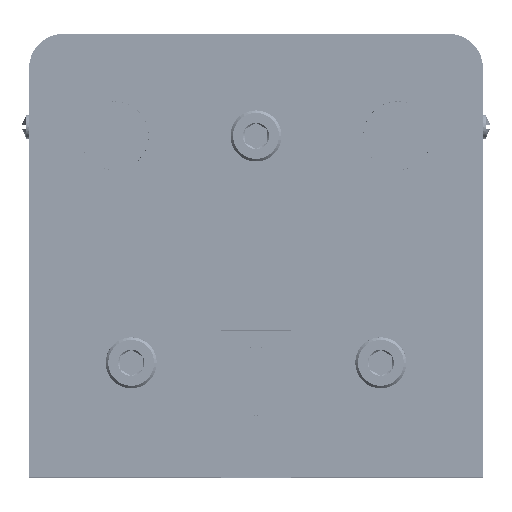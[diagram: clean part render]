
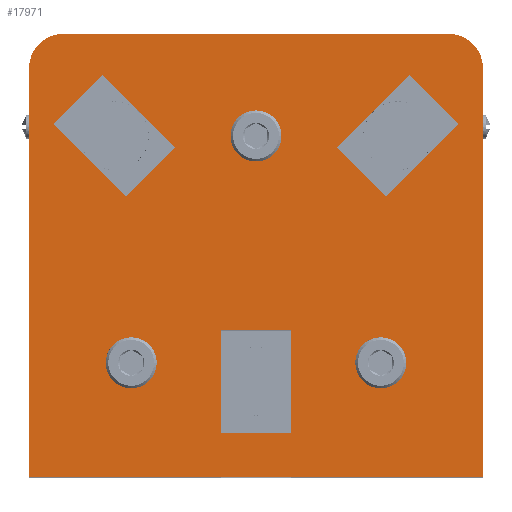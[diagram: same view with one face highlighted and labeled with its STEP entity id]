
A CAD part, top view. The second image highlights one B-rep face of the part: STEP entity #17971.
In plain terms, the highlighted face is planar.
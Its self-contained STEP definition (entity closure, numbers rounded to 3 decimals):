
#1008=FACE_BOUND('',#3434,.T.);
#1009=FACE_BOUND('',#3435,.T.);
#1010=FACE_BOUND('',#3436,.T.);
#1011=FACE_BOUND('',#3437,.T.);
#1012=FACE_BOUND('',#3438,.T.);
#1013=FACE_BOUND('',#3439,.T.);
#1557=PLANE('',#19565);
#2381=FACE_OUTER_BOUND('',#3433,.T.);
#3433=EDGE_LOOP('',(#15986,#15987,#15988,#15989,#15990,#15991));
#3434=EDGE_LOOP('',(#15992,#15993,#15994,#15995));
#3435=EDGE_LOOP('',(#15996,#15997,#15998,#15999));
#3436=EDGE_LOOP('',(#16000,#16001,#16002,#16003));
#3437=EDGE_LOOP('',(#16004));
#3438=EDGE_LOOP('',(#16005));
#3439=EDGE_LOOP('',(#16006));
#5108=LINE('',#28910,#6805);
#5114=LINE('',#28933,#6811);
#5116=LINE('',#28936,#6813);
#5138=LINE('',#29007,#6835);
#5141=LINE('',#29012,#6838);
#5143=LINE('',#29016,#6840);
#5145=LINE('',#29019,#6842);
#5146=LINE('',#29023,#6843);
#5149=LINE('',#29028,#6846);
#5151=LINE('',#29032,#6848);
#5153=LINE('',#29035,#6850);
#5154=LINE('',#29039,#6851);
#5157=LINE('',#29044,#6854);
#5159=LINE('',#29048,#6856);
#5161=LINE('',#29051,#6858);
#5168=LINE('',#29086,#6865);
#6805=VECTOR('',#23826,10.);
#6811=VECTOR('',#23848,10.);
#6813=VECTOR('',#23852,10.);
#6835=VECTOR('',#23922,10.);
#6838=VECTOR('',#23927,10.);
#6840=VECTOR('',#23931,10.);
#6842=VECTOR('',#23935,10.);
#6843=VECTOR('',#23938,10.);
#6846=VECTOR('',#23943,10.);
#6848=VECTOR('',#23947,10.);
#6850=VECTOR('',#23951,10.);
#6851=VECTOR('',#23954,10.);
#6854=VECTOR('',#23959,10.);
#6856=VECTOR('',#23963,10.);
#6858=VECTOR('',#23967,10.);
#6865=VECTOR('',#24012,10.);
#7477=CIRCLE('',#19499,3.);
#7483=CIRCLE('',#19508,3.);
#7495=CIRCLE('',#19547,2.25);
#7498=CIRCLE('',#19552,2.25);
#7501=CIRCLE('',#19557,2.25);
#8908=VERTEX_POINT('',#28897);
#8909=VERTEX_POINT('',#28898);
#8913=VERTEX_POINT('',#28908);
#8920=VERTEX_POINT('',#28926);
#8921=VERTEX_POINT('',#28930);
#8922=VERTEX_POINT('',#28932);
#8946=VERTEX_POINT('',#29005);
#8947=VERTEX_POINT('',#29006);
#8948=VERTEX_POINT('',#29011);
#8949=VERTEX_POINT('',#29015);
#8950=VERTEX_POINT('',#29021);
#8951=VERTEX_POINT('',#29022);
#8952=VERTEX_POINT('',#29027);
#8953=VERTEX_POINT('',#29031);
#8954=VERTEX_POINT('',#29037);
#8955=VERTEX_POINT('',#29038);
#8956=VERTEX_POINT('',#29043);
#8957=VERTEX_POINT('',#29047);
#8958=VERTEX_POINT('',#29053);
#8961=VERTEX_POINT('',#29062);
#8964=VERTEX_POINT('',#29071);
#11262=EDGE_CURVE('',#8908,#8909,#7477,.T.);
#11268=EDGE_CURVE('',#8908,#8913,#5108,.T.);
#11276=EDGE_CURVE('',#8920,#8913,#7483,.T.);
#11279=EDGE_CURVE('',#8922,#8921,#5114,.T.);
#11281=EDGE_CURVE('',#8920,#8922,#5116,.T.);
#11314=EDGE_CURVE('',#8946,#8947,#5138,.T.);
#11317=EDGE_CURVE('',#8948,#8946,#5141,.T.);
#11319=EDGE_CURVE('',#8949,#8948,#5143,.T.);
#11321=EDGE_CURVE('',#8947,#8949,#5145,.T.);
#11322=EDGE_CURVE('',#8950,#8951,#5146,.T.);
#11325=EDGE_CURVE('',#8952,#8950,#5149,.T.);
#11327=EDGE_CURVE('',#8953,#8952,#5151,.T.);
#11329=EDGE_CURVE('',#8951,#8953,#5153,.T.);
#11330=EDGE_CURVE('',#8954,#8955,#5154,.T.);
#11333=EDGE_CURVE('',#8956,#8954,#5157,.T.);
#11335=EDGE_CURVE('',#8957,#8956,#5159,.T.);
#11337=EDGE_CURVE('',#8955,#8957,#5161,.T.);
#11338=EDGE_CURVE('',#8958,#8958,#7495,.T.);
#11342=EDGE_CURVE('',#8961,#8961,#7498,.T.);
#11346=EDGE_CURVE('',#8964,#8964,#7501,.T.);
#11353=EDGE_CURVE('',#8921,#8909,#5168,.T.);
#15986=ORIENTED_EDGE('',*,*,#11262,.F.);
#15987=ORIENTED_EDGE('',*,*,#11268,.T.);
#15988=ORIENTED_EDGE('',*,*,#11276,.F.);
#15989=ORIENTED_EDGE('',*,*,#11281,.T.);
#15990=ORIENTED_EDGE('',*,*,#11279,.T.);
#15991=ORIENTED_EDGE('',*,*,#11353,.T.);
#15992=ORIENTED_EDGE('',*,*,#11314,.T.);
#15993=ORIENTED_EDGE('',*,*,#11321,.T.);
#15994=ORIENTED_EDGE('',*,*,#11319,.T.);
#15995=ORIENTED_EDGE('',*,*,#11317,.T.);
#15996=ORIENTED_EDGE('',*,*,#11322,.T.);
#15997=ORIENTED_EDGE('',*,*,#11329,.T.);
#15998=ORIENTED_EDGE('',*,*,#11327,.T.);
#15999=ORIENTED_EDGE('',*,*,#11325,.T.);
#16000=ORIENTED_EDGE('',*,*,#11330,.T.);
#16001=ORIENTED_EDGE('',*,*,#11337,.T.);
#16002=ORIENTED_EDGE('',*,*,#11335,.T.);
#16003=ORIENTED_EDGE('',*,*,#11333,.T.);
#16004=ORIENTED_EDGE('',*,*,#11338,.T.);
#16005=ORIENTED_EDGE('',*,*,#11342,.T.);
#16006=ORIENTED_EDGE('',*,*,#11346,.T.);
#17971=ADVANCED_FACE('',(#2381,#1008,#1009,#1010,#1011,#1012,#1013),#1557,
 .T.);
#19499=AXIS2_PLACEMENT_3D('',#28899,#23816,#23817);
#19508=AXIS2_PLACEMENT_3D('',#28927,#23842,#23843);
#19547=AXIS2_PLACEMENT_3D('',#29054,#23970,#23971);
#19552=AXIS2_PLACEMENT_3D('',#29063,#23981,#23982);
#19557=AXIS2_PLACEMENT_3D('',#29072,#23992,#23993);
#19565=AXIS2_PLACEMENT_3D('',#29087,#24013,#24014);
#23816=DIRECTION('center_axis',(0.,-1.,0.));
#23817=DIRECTION('ref_axis',(-0.707,0.,0.707));
#23826=DIRECTION('',(1.,0.,0.));
#23842=DIRECTION('center_axis',(0.,-1.,0.));
#23843=DIRECTION('ref_axis',(0.707,0.,0.707));
#23848=DIRECTION('',(-1.,0.,0.));
#23852=DIRECTION('',(0.,0.,-1.));
#23922=DIRECTION('',(0.707,0.,-0.707));
#23927=DIRECTION('',(-0.707,0.,-0.707));
#23931=DIRECTION('',(-0.707,0.,0.707));
#23935=DIRECTION('',(0.707,0.,0.707));
#23938=DIRECTION('',(1.,0.,0.));
#23943=DIRECTION('',(0.,0.,-1.));
#23947=DIRECTION('',(-1.,0.,0.));
#23951=DIRECTION('',(0.,0.,1.));
#23954=DIRECTION('',(-0.707,0.,-0.707));
#23959=DIRECTION('',(-0.707,0.,0.707));
#23963=DIRECTION('',(0.707,0.,0.707));
#23967=DIRECTION('',(0.707,0.,-0.707));
#23970=DIRECTION('center_axis',(0.,-1.,0.));
#23971=DIRECTION('ref_axis',(-1.,0.,0.));
#23981=DIRECTION('center_axis',(0.,-1.,0.));
#23982=DIRECTION('ref_axis',(-1.,0.,0.));
#23992=DIRECTION('center_axis',(0.,-1.,0.));
#23993=DIRECTION('ref_axis',(-1.,0.,0.));
#24012=DIRECTION('',(0.,0.,1.));
#24013=DIRECTION('center_axis',(0.,1.,0.));
#24014=DIRECTION('ref_axis',(0.,0.,1.));
#28897=CARTESIAN_POINT('',(3.,4.1,0.));
#28898=CARTESIAN_POINT('',(0.,4.1,-3.));
#28899=CARTESIAN_POINT('Origin',(3.,4.1,-3.));
#28908=CARTESIAN_POINT('',(37.,4.1,0.));
#28910=CARTESIAN_POINT('',(0.,4.1,0.));
#28926=CARTESIAN_POINT('',(40.,4.1,-3.));
#28927=CARTESIAN_POINT('Origin',(37.,4.1,-3.));
#28930=CARTESIAN_POINT('',(0.,4.1,-39.1));
#28932=CARTESIAN_POINT('',(40.,4.1,-39.1));
#28933=CARTESIAN_POINT('',(40.,4.1,-39.1));
#28936=CARTESIAN_POINT('',(40.,4.1,0.));
#29005=CARTESIAN_POINT('',(2.161,4.1,-7.975));
#29006=CARTESIAN_POINT('',(8.525,4.1,-14.339));
#29007=CARTESIAN_POINT('',(9.515,4.1,-15.328));
#29011=CARTESIAN_POINT('',(6.475,4.1,-3.661));
#29012=CARTESIAN_POINT('',(5.884,4.1,-4.252));
#29015=CARTESIAN_POINT('',(12.839,4.1,-10.025));
#29016=CARTESIAN_POINT('',(17.01,4.1,-14.197));
#29019=CARTESIAN_POINT('',(10.091,4.1,-12.773));
#29021=CARTESIAN_POINT('',(16.95,4.1,-35.151));
#29022=CARTESIAN_POINT('',(23.05,4.1,-35.151));
#29023=CARTESIAN_POINT('',(18.475,4.1,-35.151));
#29027=CARTESIAN_POINT('',(16.95,4.1,-26.151));
#29028=CARTESIAN_POINT('',(16.95,4.1,-22.85));
#29031=CARTESIAN_POINT('',(23.05,4.1,-26.151));
#29032=CARTESIAN_POINT('',(21.525,4.1,-26.151));
#29035=CARTESIAN_POINT('',(23.05,4.1,-27.35));
#29037=CARTESIAN_POINT('',(33.525,4.1,-3.661));
#29038=CARTESIAN_POINT('',(27.161,4.1,-10.025));
#29039=CARTESIAN_POINT('',(26.172,4.1,-11.015));
#29043=CARTESIAN_POINT('',(37.839,4.1,-7.975));
#29044=CARTESIAN_POINT('',(36.273,4.1,-6.409));
#29047=CARTESIAN_POINT('',(31.475,4.1,-14.339));
#29048=CARTESIAN_POINT('',(27.303,4.1,-18.51));
#29051=CARTESIAN_POINT('',(27.752,4.1,-10.616));
#29053=CARTESIAN_POINT('',(11.25,4.1,-29.));
#29054=CARTESIAN_POINT('Origin',(9.,4.1,-29.));
#29062=CARTESIAN_POINT('',(22.25,4.1,-9.));
#29063=CARTESIAN_POINT('Origin',(20.,4.1,-9.));
#29071=CARTESIAN_POINT('',(33.25,4.1,-29.));
#29072=CARTESIAN_POINT('Origin',(31.,4.1,-29.));
#29086=CARTESIAN_POINT('',(0.,4.1,-39.1));
#29087=CARTESIAN_POINT('Origin',(20.,4.1,-19.55));
